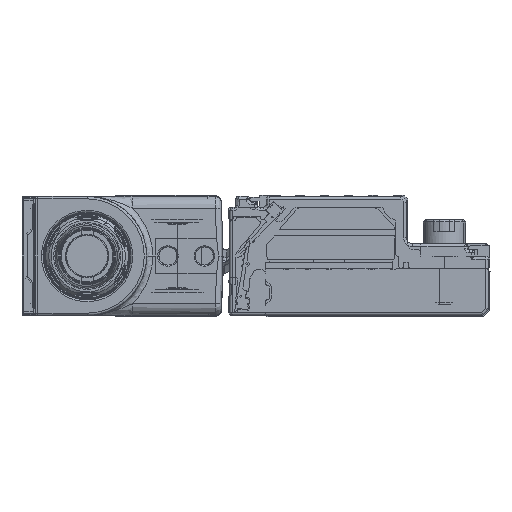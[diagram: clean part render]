
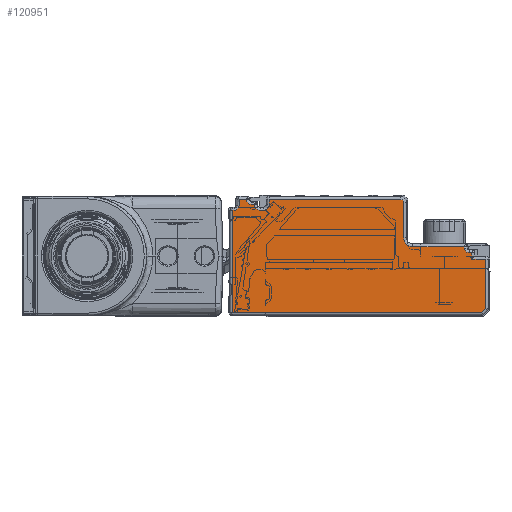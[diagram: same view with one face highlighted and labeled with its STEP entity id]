
A CAD part, left-side view. The second image highlights one B-rep face of the part: STEP entity #120951.
In plain terms, the highlighted planar face has unit normal (-1, 0, 0).
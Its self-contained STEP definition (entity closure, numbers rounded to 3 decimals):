
#120669=AXIS2_PLACEMENT_3D('Circle Axis2P3D',#120667,#120668,$) ;
#120808=AXIS2_PLACEMENT_3D('Plane Axis2P3D',#120805,#120806,#120807) ;
#120831=AXIS2_PLACEMENT_3D('Circle Axis2P3D',#120829,#120830,$) ;
#120845=AXIS2_PLACEMENT_3D('Circle Axis2P3D',#120843,#120844,$) ;
#120866=AXIS2_PLACEMENT_3D('Circle Axis2P3D',#120864,#120865,$) ;
#120880=AXIS2_PLACEMENT_3D('Circle Axis2P3D',#120878,#120879,$) ;
#120894=AXIS2_PLACEMENT_3D('Circle Axis2P3D',#120892,#120893,$) ;
#120915=AXIS2_PLACEMENT_3D('Circle Axis2P3D',#120913,#120914,$) ;
#117880=CARTESIAN_POINT('Vertex',(-1178.,42.3,-7.3)) ;
#117883=CARTESIAN_POINT('Line Origine',(-1178.,42.3,2.)) ;
#117887=CARTESIAN_POINT('Vertex',(-1178.,42.3,9.5)) ;
#118211=CARTESIAN_POINT('Vertex',(-1178.,1.407,-7.3)) ;
#118214=CARTESIAN_POINT('Line Origine',(-1178.,23.168,-7.3)) ;
#118251=CARTESIAN_POINT('Vertex',(-1178.,0.7,-6.593)) ;
#118254=CARTESIAN_POINT('Line Origine',(-1178.,-1.246,-4.646)) ;
#118291=CARTESIAN_POINT('Vertex',(-1178.,0.7,1.5)) ;
#118294=CARTESIAN_POINT('Line Origine',(-1178.,0.7,2.)) ;
#120584=CARTESIAN_POINT('Vertex',(-1178.,3.,2.5)) ;
#120640=CARTESIAN_POINT('Vertex',(-1178.,3.4,2.5)) ;
#120643=CARTESIAN_POINT('Line Origine',(-1178.,21.5,2.5)) ;
#120664=CARTESIAN_POINT('Vertex',(-1178.,4.2,3.3)) ;
#120667=CARTESIAN_POINT('Axis2P3D Location',(-1178.,3.4,3.3)) ;
#120790=CARTESIAN_POINT('Vertex',(-1178.,3.,1.5)) ;
#120793=CARTESIAN_POINT('Line Origine',(-1178.,21.5,1.5)) ;
#120805=CARTESIAN_POINT('Axis2P3D Location',(-1178.,0.2,-7.8)) ;
#120810=CARTESIAN_POINT('Line Origine',(-1178.,3.,2.)) ;
#120815=CARTESIAN_POINT('Line Origine',(-1178.,4.2,3.4)) ;
#120819=CARTESIAN_POINT('Vertex',(-1178.,4.2,3.5)) ;
#120822=CARTESIAN_POINT('Line Origine',(-1178.,8.45,3.5)) ;
#120826=CARTESIAN_POINT('Vertex',(-1178.,12.7,3.5)) ;
#120829=CARTESIAN_POINT('Axis2P3D Location',(-1178.,12.7,5.)) ;
#120833=CARTESIAN_POINT('Vertex',(-1178.,14.2,5.)) ;
#120836=CARTESIAN_POINT('Line Origine',(-1178.,14.2,7.9)) ;
#120840=CARTESIAN_POINT('Vertex',(-1178.,14.2,10.8)) ;
#120843=CARTESIAN_POINT('Axis2P3D Location',(-1178.,14.7,10.8)) ;
#120847=CARTESIAN_POINT('Vertex',(-1178.,14.7,11.3)) ;
#120850=CARTESIAN_POINT('Line Origine',(-1178.,25.5,11.3)) ;
#120854=CARTESIAN_POINT('Vertex',(-1178.,36.3,11.3)) ;
#120857=CARTESIAN_POINT('Line Origine',(-1178.,36.3,10.9)) ;
#120861=CARTESIAN_POINT('Vertex',(-1178.,36.3,10.5)) ;
#120864=CARTESIAN_POINT('Axis2P3D Location',(-1178.,37.3,10.5)) ;
#120868=CARTESIAN_POINT('Vertex',(-1178.,37.3,9.5)) ;
#120871=CARTESIAN_POINT('Line Origine',(-1178.,37.55,9.5)) ;
#120875=CARTESIAN_POINT('Vertex',(-1178.,37.8,9.5)) ;
#120878=CARTESIAN_POINT('Axis2P3D Location',(-1178.,37.8,10.5)) ;
#120882=CARTESIAN_POINT('Vertex',(-1178.,38.8,10.5)) ;
#120885=CARTESIAN_POINT('Line Origine',(-1178.,39.05,10.5)) ;
#120889=CARTESIAN_POINT('Vertex',(-1178.,39.3,10.5)) ;
#120892=CARTESIAN_POINT('Axis2P3D Location',(-1178.,39.3,11.3)) ;
#120896=CARTESIAN_POINT('Vertex',(-1178.,40.1,11.3)) ;
#120899=CARTESIAN_POINT('Line Origine',(-1178.,40.7,11.3)) ;
#120903=CARTESIAN_POINT('Vertex',(-1178.,41.3,11.3)) ;
#120906=CARTESIAN_POINT('Line Origine',(-1178.,41.3,10.8)) ;
#120910=CARTESIAN_POINT('Vertex',(-1178.,41.3,10.3)) ;
#120913=CARTESIAN_POINT('Axis2P3D Location',(-1178.,42.1,10.3)) ;
#120917=CARTESIAN_POINT('Vertex',(-1178.,42.1,9.5)) ;
#120920=CARTESIAN_POINT('Line Origine',(-1178.,42.2,9.5)) ;
#117884=DIRECTION('Vector Direction',(0.,0.,1.)) ;
#118215=DIRECTION('Vector Direction',(0.,1.,0.)) ;
#118255=DIRECTION('Vector Direction',(0.,0.707,-0.707)) ;
#118295=DIRECTION('Vector Direction',(0.,0.,-1.)) ;
#120644=DIRECTION('Vector Direction',(0.,-1.,0.)) ;
#120668=DIRECTION('Axis2P3D Direction',(1.,0.,0.)) ;
#120794=DIRECTION('Vector Direction',(0.,-1.,0.)) ;
#120806=DIRECTION('Axis2P3D Direction',(-1.,0.,0.)) ;
#120807=DIRECTION('Axis2P3D XDirection',(0.,0.,1.)) ;
#120811=DIRECTION('Vector Direction',(0.,0.,1.)) ;
#120816=DIRECTION('Vector Direction',(0.,0.,-1.)) ;
#120823=DIRECTION('Vector Direction',(0.,1.,0.)) ;
#120830=DIRECTION('Axis2P3D Direction',(-1.,0.,0.)) ;
#120837=DIRECTION('Vector Direction',(0.,0.,1.)) ;
#120844=DIRECTION('Axis2P3D Direction',(-1.,0.,0.)) ;
#120851=DIRECTION('Vector Direction',(0.,1.,0.)) ;
#120858=DIRECTION('Vector Direction',(0.,0.,-1.)) ;
#120865=DIRECTION('Axis2P3D Direction',(-1.,0.,0.)) ;
#120872=DIRECTION('Vector Direction',(0.,1.,0.)) ;
#120879=DIRECTION('Axis2P3D Direction',(-1.,0.,0.)) ;
#120886=DIRECTION('Vector Direction',(0.,-1.,0.)) ;
#120893=DIRECTION('Axis2P3D Direction',(-1.,0.,0.)) ;
#120900=DIRECTION('Vector Direction',(0.,1.,0.)) ;
#120907=DIRECTION('Vector Direction',(0.,0.,-1.)) ;
#120914=DIRECTION('Axis2P3D Direction',(-1.,0.,0.)) ;
#120921=DIRECTION('Vector Direction',(0.,1.,0.)) ;
#117885=VECTOR('Line Direction',#117884,1.) ;
#118216=VECTOR('Line Direction',#118215,1.) ;
#118256=VECTOR('Line Direction',#118255,1.) ;
#118296=VECTOR('Line Direction',#118295,1.) ;
#120645=VECTOR('Line Direction',#120644,1.) ;
#120795=VECTOR('Line Direction',#120794,1.) ;
#120812=VECTOR('Line Direction',#120811,1.) ;
#120817=VECTOR('Line Direction',#120816,1.) ;
#120824=VECTOR('Line Direction',#120823,1.) ;
#120838=VECTOR('Line Direction',#120837,1.) ;
#120852=VECTOR('Line Direction',#120851,1.) ;
#120859=VECTOR('Line Direction',#120858,1.) ;
#120873=VECTOR('Line Direction',#120872,1.) ;
#120887=VECTOR('Line Direction',#120886,1.) ;
#120901=VECTOR('Line Direction',#120900,1.) ;
#120908=VECTOR('Line Direction',#120907,1.) ;
#120922=VECTOR('Line Direction',#120921,1.) ;
#120926=ORIENTED_EDGE('',*,*,#120814,.T.) ;
#120927=ORIENTED_EDGE('',*,*,#120647,.T.) ;
#120928=ORIENTED_EDGE('',*,*,#120671,.T.) ;
#120929=ORIENTED_EDGE('',*,*,#120821,.T.) ;
#120930=ORIENTED_EDGE('',*,*,#120828,.T.) ;
#120931=ORIENTED_EDGE('',*,*,#120835,.T.) ;
#120932=ORIENTED_EDGE('',*,*,#120842,.T.) ;
#120933=ORIENTED_EDGE('',*,*,#120849,.T.) ;
#120934=ORIENTED_EDGE('',*,*,#120856,.T.) ;
#120935=ORIENTED_EDGE('',*,*,#120863,.T.) ;
#120936=ORIENTED_EDGE('',*,*,#120870,.T.) ;
#120937=ORIENTED_EDGE('',*,*,#120877,.T.) ;
#120938=ORIENTED_EDGE('',*,*,#120884,.T.) ;
#120939=ORIENTED_EDGE('',*,*,#120891,.T.) ;
#120940=ORIENTED_EDGE('',*,*,#120898,.T.) ;
#120941=ORIENTED_EDGE('',*,*,#120905,.T.) ;
#120942=ORIENTED_EDGE('',*,*,#120912,.T.) ;
#120943=ORIENTED_EDGE('',*,*,#120919,.T.) ;
#120944=ORIENTED_EDGE('',*,*,#120924,.T.) ;
#120945=ORIENTED_EDGE('',*,*,#117889,.T.) ;
#120946=ORIENTED_EDGE('',*,*,#118218,.T.) ;
#120947=ORIENTED_EDGE('',*,*,#118258,.T.) ;
#120948=ORIENTED_EDGE('',*,*,#118298,.T.) ;
#120949=ORIENTED_EDGE('',*,*,#120797,.T.) ;
#120951=ADVANCED_FACE('Brep With Voids',(#120950),#120809,.T.) ;
#120670=CIRCLE('generated circle',#120669,0.8) ;
#120832=CIRCLE('generated circle',#120831,1.5) ;
#120846=CIRCLE('generated circle',#120845,0.5) ;
#120867=CIRCLE('generated circle',#120866,1.) ;
#120881=CIRCLE('generated circle',#120880,1.) ;
#120895=CIRCLE('generated circle',#120894,0.8) ;
#120916=CIRCLE('generated circle',#120915,0.8) ;
#117889=EDGE_CURVE('',#117888,#117881,#117886,.F.) ;
#118218=EDGE_CURVE('',#117881,#118212,#118217,.F.) ;
#118258=EDGE_CURVE('',#118212,#118252,#118257,.F.) ;
#118298=EDGE_CURVE('',#118252,#118292,#118297,.F.) ;
#120647=EDGE_CURVE('',#120585,#120641,#120646,.F.) ;
#120671=EDGE_CURVE('',#120641,#120665,#120670,.T.) ;
#120797=EDGE_CURVE('',#118292,#120791,#120796,.F.) ;
#120814=EDGE_CURVE('',#120791,#120585,#120813,.T.) ;
#120821=EDGE_CURVE('',#120665,#120820,#120818,.F.) ;
#120828=EDGE_CURVE('',#120820,#120827,#120825,.T.) ;
#120835=EDGE_CURVE('',#120827,#120834,#120832,.F.) ;
#120842=EDGE_CURVE('',#120834,#120841,#120839,.T.) ;
#120849=EDGE_CURVE('',#120841,#120848,#120846,.T.) ;
#120856=EDGE_CURVE('',#120848,#120855,#120853,.T.) ;
#120863=EDGE_CURVE('',#120855,#120862,#120860,.T.) ;
#120870=EDGE_CURVE('',#120862,#120869,#120867,.F.) ;
#120877=EDGE_CURVE('',#120869,#120876,#120874,.T.) ;
#120884=EDGE_CURVE('',#120876,#120883,#120881,.F.) ;
#120891=EDGE_CURVE('',#120883,#120890,#120888,.F.) ;
#120898=EDGE_CURVE('',#120890,#120897,#120895,.F.) ;
#120905=EDGE_CURVE('',#120897,#120904,#120902,.T.) ;
#120912=EDGE_CURVE('',#120904,#120911,#120909,.T.) ;
#120919=EDGE_CURVE('',#120911,#120918,#120916,.F.) ;
#120924=EDGE_CURVE('',#120918,#117888,#120923,.T.) ;
#120925=EDGE_LOOP('',(#120926,#120927,#120928,#120929,#120930,#120931,#120932,#120933,#120934,#120935,#120936,#120937,#120938,#120939,#120940,#120941,#120942,#120943,#120944,#120945,#120946,#120947,#120948,#120949)) ;
#120950=FACE_OUTER_BOUND('',#120925,.T.) ;
#117886=LINE('Line',#117883,#117885) ;
#118217=LINE('Line',#118214,#118216) ;
#118257=LINE('Line',#118254,#118256) ;
#118297=LINE('Line',#118294,#118296) ;
#120646=LINE('Line',#120643,#120645) ;
#120796=LINE('Line',#120793,#120795) ;
#120813=LINE('Line',#120810,#120812) ;
#120818=LINE('Line',#120815,#120817) ;
#120825=LINE('Line',#120822,#120824) ;
#120839=LINE('Line',#120836,#120838) ;
#120853=LINE('Line',#120850,#120852) ;
#120860=LINE('Line',#120857,#120859) ;
#120874=LINE('Line',#120871,#120873) ;
#120888=LINE('Line',#120885,#120887) ;
#120902=LINE('Line',#120899,#120901) ;
#120909=LINE('Line',#120906,#120908) ;
#120923=LINE('Line',#120920,#120922) ;
#120809=PLANE('',#120808) ;
#117881=VERTEX_POINT('',#117880) ;
#117888=VERTEX_POINT('',#117887) ;
#118212=VERTEX_POINT('',#118211) ;
#118252=VERTEX_POINT('',#118251) ;
#118292=VERTEX_POINT('',#118291) ;
#120585=VERTEX_POINT('',#120584) ;
#120641=VERTEX_POINT('',#120640) ;
#120665=VERTEX_POINT('',#120664) ;
#120791=VERTEX_POINT('',#120790) ;
#120820=VERTEX_POINT('',#120819) ;
#120827=VERTEX_POINT('',#120826) ;
#120834=VERTEX_POINT('',#120833) ;
#120841=VERTEX_POINT('',#120840) ;
#120848=VERTEX_POINT('',#120847) ;
#120855=VERTEX_POINT('',#120854) ;
#120862=VERTEX_POINT('',#120861) ;
#120869=VERTEX_POINT('',#120868) ;
#120876=VERTEX_POINT('',#120875) ;
#120883=VERTEX_POINT('',#120882) ;
#120890=VERTEX_POINT('',#120889) ;
#120897=VERTEX_POINT('',#120896) ;
#120904=VERTEX_POINT('',#120903) ;
#120911=VERTEX_POINT('',#120910) ;
#120918=VERTEX_POINT('',#120917) ;
